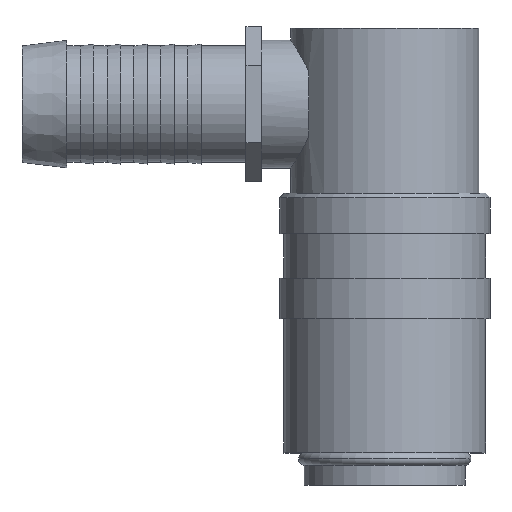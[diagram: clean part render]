
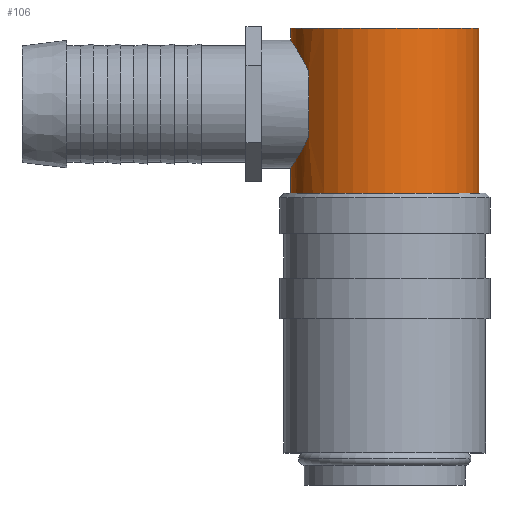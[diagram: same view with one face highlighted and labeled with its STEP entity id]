
A CAD part, top view. The second image highlights one B-rep face of the part: STEP entity #106.
In plain terms, the highlighted cylindrical face has radius 10.5 mm (diameter 21 mm), a partial arc.
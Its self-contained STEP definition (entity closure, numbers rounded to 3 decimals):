
#106=ADVANCED_FACE('',(#281),#282,.T.);
#281=FACE_OUTER_BOUND('',#538,.T.);
#282=CYLINDRICAL_SURFACE('',#539,10.5);
#538=EDGE_LOOP('',(#799,#800,#801,#802,#803,#804,#805,#806));
#539=AXIS2_PLACEMENT_3D('',#807,#808,#809);
#799=ORIENTED_EDGE('',*,*,#1437,.T.);
#800=ORIENTED_EDGE('',*,*,#1438,.F.);
#801=ORIENTED_EDGE('',*,*,#1439,.T.);
#802=ORIENTED_EDGE('',*,*,#1440,.F.);
#803=ORIENTED_EDGE('',*,*,#1441,.F.);
#804=ORIENTED_EDGE('',*,*,#1442,.F.);
#805=ORIENTED_EDGE('',*,*,#1443,.T.);
#806=ORIENTED_EDGE('',*,*,#1444,.F.);
#807=CARTESIAN_POINT('',(0.0,40.42,0.0));
#808=DIRECTION('',(-0.0,1.0,0.0));
#809=DIRECTION('',(1.0,0.0,0.0));
#1437=EDGE_CURVE('',#1689,#1690,#1691,.T.);
#1438=EDGE_CURVE('',#1692,#1690,#1693,.T.);
#1439=EDGE_CURVE('',#1692,#1694,#1695,.T.);
#1440=EDGE_CURVE('',#1696,#1694,#1697,.T.);
#1441=EDGE_CURVE('',#1698,#1696,#1699,.T.);
#1442=EDGE_CURVE('',#1700,#1698,#1701,.T.);
#1443=EDGE_CURVE('',#1700,#1702,#1703,.T.);
#1444=EDGE_CURVE('',#1689,#1702,#1704,.T.);
#1689=VERTEX_POINT('',#2039);
#1690=VERTEX_POINT('',#2040);
#1691=LINE('',#2041,#2042);
#1692=VERTEX_POINT('',#2043);
#1693=CIRCLE('',#2044,10.5);
#1694=VERTEX_POINT('',#2045);
#1695=LINE('',#2046,#2047);
#1696=VERTEX_POINT('',#2048);
#1697=B_SPLINE_CURVE_WITH_KNOTS('',3,(#2049,#2050,#2051,#2052,#2053,#2054,#2055,#2056,#2057,#2058,#2059,#2060,#2061,#2062,#2063,#2064,#2065,#2066,#2067,#2068,#2069,#2070,#2071,#2072,#2073,#2074),.UNSPECIFIED.,.F.,.F.,(4,2,2,2,2,2,2,2,2,2,2,2,4),(25.326,26.74,28.155,29.552,30.95,32.347,33.744,35.142,36.539,37.936,39.333,40.748,42.163),.UNSPECIFIED.);
#1698=VERTEX_POINT('',#2075);
#1699=LINE('',#2076,#2077);
#1700=VERTEX_POINT('',#2078);
#1701=B_SPLINE_CURVE_WITH_KNOTS('',3,(#2079,#2080,#2081,#2082,#2083,#2084,#2085,#2086,#2087,#2088,#2089,#2090,#2091,#2092,#2093,#2094,#2095,#2096,#2097,#2098,#2099,#2100,#2101,#2102,#2103,#2104),.UNSPECIFIED.,.F.,.F.,(4,2,2,2,2,2,2,2,2,2,2,2,4),(2.829,4.244,5.659,7.056,8.453,9.851,11.248,12.645,14.043,15.44,16.837,18.252,19.667),.UNSPECIFIED.);
#1702=VERTEX_POINT('',#2105);
#1703=LINE('',#2106,#2107);
#1704=CIRCLE('',#2108,10.5);
#2039=CARTESIAN_POINT('',(10.5,32.6,0.));
#2040=CARTESIAN_POINT('',(10.5,51.0,0.0));
#2041=CARTESIAN_POINT('',(10.5,40.42,0.));
#2042=VECTOR('',#2639,1.0);
#2043=CARTESIAN_POINT('',(-10.5,51.0,0.));
#2044=AXIS2_PLACEMENT_3D('',#2640,#2641,#2642);
#2045=CARTESIAN_POINT('',(-10.5,49.7,0.));
#2046=CARTESIAN_POINT('',(-10.5,40.42,0.));
#2047=VECTOR('',#2643,1.0);
#2048=CARTESIAN_POINT('',(-8.5,46.172,6.164));
#2049=CARTESIAN_POINT('',(-8.177,45.331,6.587));
#2050=CARTESIAN_POINT('',(-8.325,45.767,6.403));
#2051=CARTESIAN_POINT('',(-8.497,46.181,6.177));
#2052=CARTESIAN_POINT('',(-8.85,46.945,5.659));
#2053=CARTESIAN_POINT('',(-9.032,47.295,5.367));
#2054=CARTESIAN_POINT('',(-9.371,47.913,4.749));
#2055=CARTESIAN_POINT('',(-9.542,48.204,4.401));
#2056=CARTESIAN_POINT('',(-9.859,48.724,3.636));
#2057=CARTESIAN_POINT('',(-10.004,48.952,3.22));
#2058=CARTESIAN_POINT('',(-10.245,49.322,2.343));
#2059=CARTESIAN_POINT('',(-10.341,49.465,1.881));
#2060=CARTESIAN_POINT('',(-10.468,49.654,0.943));
#2061=CARTESIAN_POINT('',(-10.5,49.7,0.466));
#2062=CARTESIAN_POINT('',(-10.5,49.7,-0.466));
#2063=CARTESIAN_POINT('',(-10.468,49.654,-0.943));
#2064=CARTESIAN_POINT('',(-10.341,49.465,-1.881));
#2065=CARTESIAN_POINT('',(-10.245,49.322,-2.343));
#2066=CARTESIAN_POINT('',(-10.004,48.952,-3.22));
#2067=CARTESIAN_POINT('',(-9.859,48.724,-3.636));
#2068=CARTESIAN_POINT('',(-9.542,48.204,-4.401));
#2069=CARTESIAN_POINT('',(-9.371,47.913,-4.749));
#2070=CARTESIAN_POINT('',(-9.032,47.295,-5.367));
#2071=CARTESIAN_POINT('',(-8.85,46.945,-5.659));
#2072=CARTESIAN_POINT('',(-8.497,46.181,-6.177));
#2073=CARTESIAN_POINT('',(-8.325,45.767,-6.403));
#2074=CARTESIAN_POINT('',(-8.177,45.331,-6.587));
#2075=CARTESIAN_POINT('',(-8.5,38.928,6.164));
#2076=CARTESIAN_POINT('',(-8.5,42.55,6.164));
#2077=VECTOR('',#2644,1.0);
#2078=CARTESIAN_POINT('',(-10.5,35.4,0.));
#2079=CARTESIAN_POINT('',(-8.177,39.769,-6.587));
#2080=CARTESIAN_POINT('',(-8.325,39.333,-6.403));
#2081=CARTESIAN_POINT('',(-8.497,38.919,-6.177));
#2082=CARTESIAN_POINT('',(-8.85,38.155,-5.659));
#2083=CARTESIAN_POINT('',(-9.032,37.805,-5.367));
#2084=CARTESIAN_POINT('',(-9.371,37.187,-4.749));
#2085=CARTESIAN_POINT('',(-9.542,36.896,-4.401));
#2086=CARTESIAN_POINT('',(-9.859,36.376,-3.636));
#2087=CARTESIAN_POINT('',(-10.004,36.148,-3.22));
#2088=CARTESIAN_POINT('',(-10.245,35.778,-2.343));
#2089=CARTESIAN_POINT('',(-10.341,35.635,-1.881));
#2090=CARTESIAN_POINT('',(-10.468,35.446,-0.943));
#2091=CARTESIAN_POINT('',(-10.5,35.4,-0.466));
#2092=CARTESIAN_POINT('',(-10.5,35.4,0.466));
#2093=CARTESIAN_POINT('',(-10.468,35.446,0.943));
#2094=CARTESIAN_POINT('',(-10.341,35.635,1.881));
#2095=CARTESIAN_POINT('',(-10.245,35.778,2.343));
#2096=CARTESIAN_POINT('',(-10.004,36.148,3.22));
#2097=CARTESIAN_POINT('',(-9.859,36.376,3.636));
#2098=CARTESIAN_POINT('',(-9.542,36.896,4.401));
#2099=CARTESIAN_POINT('',(-9.371,37.187,4.749));
#2100=CARTESIAN_POINT('',(-9.032,37.805,5.367));
#2101=CARTESIAN_POINT('',(-8.85,38.155,5.659));
#2102=CARTESIAN_POINT('',(-8.497,38.919,6.177));
#2103=CARTESIAN_POINT('',(-8.325,39.333,6.403));
#2104=CARTESIAN_POINT('',(-8.177,39.769,6.587));
#2105=CARTESIAN_POINT('',(-10.5,32.6,0.));
#2106=CARTESIAN_POINT('',(-10.5,40.42,0.));
#2107=VECTOR('',#2645,1.0);
#2108=AXIS2_PLACEMENT_3D('',#2646,#2647,#2648);
#2639=DIRECTION('',(0.0,1.0,0.0));
#2640=CARTESIAN_POINT('',(0.0,51.0,0.0));
#2641=DIRECTION('',(-0.0,1.0,0.0));
#2642=DIRECTION('',(1.0,0.0,0.0));
#2643=DIRECTION('',(-0.0,-1.0,-0.0));
#2644=DIRECTION('',(0.0,1.0,0.0));
#2645=DIRECTION('',(-0.0,-1.0,-0.0));
#2646=CARTESIAN_POINT('',(0.0,32.6,0.0));
#2647=DIRECTION('',(0.,-1.0,-0.0));
#2648=DIRECTION('',(1.0,0.,0.0));
